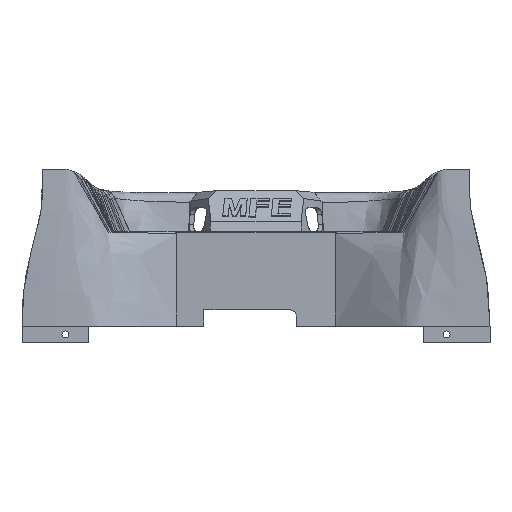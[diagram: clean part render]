
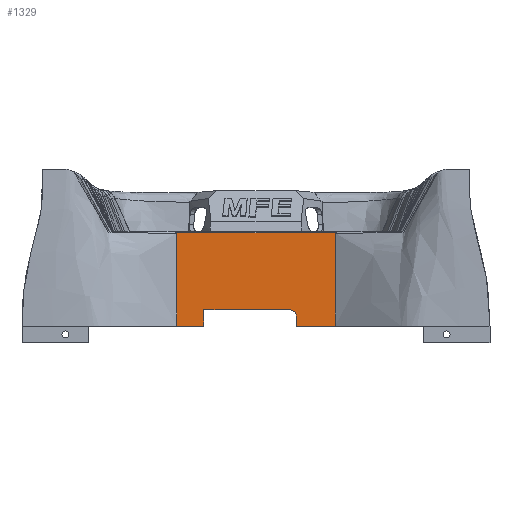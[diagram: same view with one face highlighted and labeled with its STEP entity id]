
A CAD part, left-side view. The second image highlights one B-rep face of the part: STEP entity #1329.
In plain terms, the highlighted planar face has unit normal (-1, 0, 0).
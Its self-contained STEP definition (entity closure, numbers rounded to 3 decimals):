
#446=B_SPLINE_CURVE_WITH_KNOTS('',3,(#9511,#9512,#9513,#9514),
 .UNSPECIFIED.,.F.,.F.,(4,4),(0.,1.),.UNSPECIFIED.);
#447=B_SPLINE_CURVE_WITH_KNOTS('',3,(#9516,#9517,#9518,#9519),
 .UNSPECIFIED.,.F.,.F.,(4,4),(0.,1.),.UNSPECIFIED.);
#448=B_SPLINE_CURVE_WITH_KNOTS('',3,(#9523,#9524,#9525,#9526),
 .UNSPECIFIED.,.F.,.F.,(4,4),(0.,1.),.UNSPECIFIED.);
#449=B_SPLINE_CURVE_WITH_KNOTS('',3,(#9528,#9529,#9530,#9531,#9532,#9533,
#9534,#9535,#9536,#9537),.UNSPECIFIED.,.F.,.F.,(4,3,3,4),(0.,0.366,
0.754,1.),.UNSPECIFIED.);
#1329=ADVANCED_FACE('',(#1975),#1785,.F.);
#1785=PLANE('',#8195);
#1975=FACE_OUTER_BOUND('',#2408,.T.);
#2408=EDGE_LOOP('',(#3603,#3604,#3605,#3606,#3607,#3608,#3609,#3610,#3611,
#3612,#3613));
#2916=LINE('',#9502,#3238);
#2917=LINE('',#9507,#3239);
#2918=LINE('',#9509,#3240);
#2919=LINE('',#9521,#3241);
#2920=LINE('',#9539,#3242);
#2921=LINE('',#9541,#3243);
#3238=VECTOR('',#8514,1.);
#3239=VECTOR('',#8517,1.);
#3240=VECTOR('',#8518,1.);
#3241=VECTOR('',#8519,1.);
#3242=VECTOR('',#8520,1.);
#3243=VECTOR('',#8521,1.);
#3603=ORIENTED_EDGE('',*,*,#6886,.F.);
#3604=ORIENTED_EDGE('',*,*,#6887,.F.);
#3605=ORIENTED_EDGE('',*,*,#6888,.F.);
#3606=ORIENTED_EDGE('',*,*,#6889,.F.);
#3607=ORIENTED_EDGE('',*,*,#6890,.T.);
#3608=ORIENTED_EDGE('',*,*,#6891,.T.);
#3609=ORIENTED_EDGE('',*,*,#6892,.T.);
#3610=ORIENTED_EDGE('',*,*,#6893,.T.);
#3611=ORIENTED_EDGE('',*,*,#6894,.T.);
#3612=ORIENTED_EDGE('',*,*,#6895,.F.);
#3613=ORIENTED_EDGE('',*,*,#6896,.F.);
#6079=VERTEX_POINT('',#9503);
#6080=VERTEX_POINT('',#9504);
#6081=VERTEX_POINT('',#9506);
#6082=VERTEX_POINT('',#9508);
#6083=VERTEX_POINT('',#9510);
#6084=VERTEX_POINT('',#9515);
#6085=VERTEX_POINT('',#9520);
#6086=VERTEX_POINT('',#9522);
#6087=VERTEX_POINT('',#9527);
#6088=VERTEX_POINT('',#9538);
#6089=VERTEX_POINT('',#9540);
#6886=EDGE_CURVE('',#6079,#6080,#2916,.T.);
#6887=EDGE_CURVE('',#6081,#6079,#8116,.T.);
#6888=EDGE_CURVE('',#6082,#6081,#2917,.T.);
#6889=EDGE_CURVE('',#6083,#6082,#2918,.T.);
#6890=EDGE_CURVE('',#6083,#6084,#446,.T.);
#6891=EDGE_CURVE('',#6084,#6085,#447,.T.);
#6892=EDGE_CURVE('',#6085,#6086,#2919,.T.);
#6893=EDGE_CURVE('',#6086,#6087,#448,.T.);
#6894=EDGE_CURVE('',#6087,#6088,#449,.T.);
#6895=EDGE_CURVE('',#6089,#6088,#2920,.T.);
#6896=EDGE_CURVE('',#6080,#6089,#2921,.T.);
#8116=CIRCLE('',#8194,1.9);
#8194=AXIS2_PLACEMENT_3D('',#9505,#8515,#8516);
#8195=AXIS2_PLACEMENT_3D('',#9542,#8522,#8523);
#8514=DIRECTION('',(0.,1.,0.));
#8515=DIRECTION('',(-1.,0.,0.));
#8516=DIRECTION('',(0.,0.,-1.));
#8517=DIRECTION('',(0.,0.,1.));
#8518=DIRECTION('',(0.,1.,0.));
#8519=DIRECTION('',(0.,1.,0.));
#8520=DIRECTION('',(0.,1.,0.));
#8521=DIRECTION('',(0.,0.,-1.));
#8522=DIRECTION('',(1.,0.,0.));
#8523=DIRECTION('',(0.,-1.,0.));
#9502=CARTESIAN_POINT('',(320.473,2.88,-55.047));
#9503=CARTESIAN_POINT('',(320.473,-10.104,-55.047));
#9504=CARTESIAN_POINT('',(320.473,15.58,-55.047));
#9505=CARTESIAN_POINT('',(320.473,-10.104,-56.947));
#9506=CARTESIAN_POINT('',(320.473,-12.004,-56.947));
#9507=CARTESIAN_POINT('',(320.473,-12.004,-50.547));
#9508=CARTESIAN_POINT('',(320.473,-12.004,-59.947));
#9509=CARTESIAN_POINT('',(320.473,2.88,-59.947));
#9510=CARTESIAN_POINT('',(320.473,-23.619,-59.947));
#9511=CARTESIAN_POINT('',(320.473,-23.619,-59.947));
#9512=CARTESIAN_POINT('',(320.473,-23.654,-50.697));
#9513=CARTESIAN_POINT('',(320.473,-23.679,-41.448));
#9514=CARTESIAN_POINT('',(320.473,-23.778,-32.199));
#9515=CARTESIAN_POINT('',(320.473,-23.778,-32.199));
#9516=CARTESIAN_POINT('',(320.473,-23.778,-32.199));
#9517=CARTESIAN_POINT('',(320.473,-23.871,-32.165));
#9518=CARTESIAN_POINT('',(320.473,-23.964,-32.131));
#9519=CARTESIAN_POINT('',(320.473,-24.057,-32.097));
#9520=CARTESIAN_POINT('',(320.473,-24.057,-32.097));
#9521=CARTESIAN_POINT('',(320.473,2.88,-32.097));
#9522=CARTESIAN_POINT('',(320.473,24.057,-32.097));
#9523=CARTESIAN_POINT('',(320.473,24.057,-32.097));
#9524=CARTESIAN_POINT('',(320.473,23.964,-32.131));
#9525=CARTESIAN_POINT('',(320.473,23.871,-32.165));
#9526=CARTESIAN_POINT('',(320.473,23.778,-32.199));
#9527=CARTESIAN_POINT('',(320.473,23.778,-32.199));
#9528=CARTESIAN_POINT('',(320.473,23.778,-32.199));
#9529=CARTESIAN_POINT('',(320.473,23.741,-35.586));
#9530=CARTESIAN_POINT('',(320.473,23.707,-38.973));
#9531=CARTESIAN_POINT('',(320.473,23.688,-42.36));
#9532=CARTESIAN_POINT('',(320.473,23.668,-45.947));
#9533=CARTESIAN_POINT('',(320.473,23.658,-49.535));
#9534=CARTESIAN_POINT('',(320.473,23.645,-53.123));
#9535=CARTESIAN_POINT('',(320.473,23.636,-55.398));
#9536=CARTESIAN_POINT('',(320.473,23.628,-57.672));
#9537=CARTESIAN_POINT('',(320.473,23.619,-59.947));
#9538=CARTESIAN_POINT('',(320.473,23.619,-59.947));
#9539=CARTESIAN_POINT('',(320.473,2.88,-59.947));
#9540=CARTESIAN_POINT('',(320.473,15.58,-59.947));
#9541=CARTESIAN_POINT('',(320.473,15.58,-50.547));
#9542=CARTESIAN_POINT('',(320.473,2.88,-50.547));
